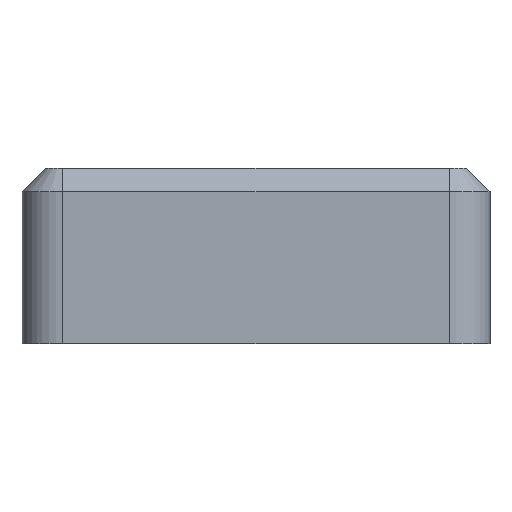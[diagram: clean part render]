
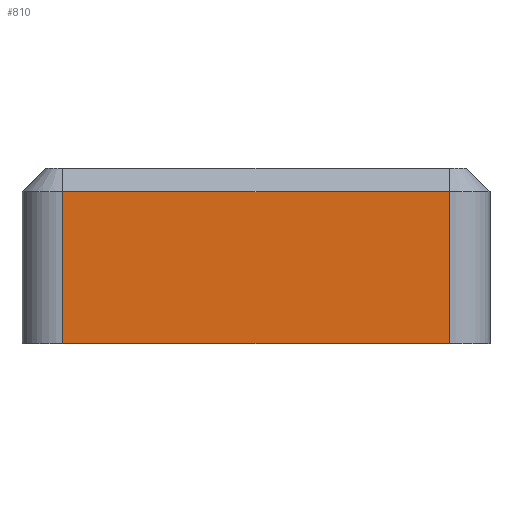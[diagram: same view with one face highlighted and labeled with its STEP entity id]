
A CAD part, left-side view. The second image highlights one B-rep face of the part: STEP entity #810.
In plain terms, the highlighted planar face has unit normal (-1, 0, 0).
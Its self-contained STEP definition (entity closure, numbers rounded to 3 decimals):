
#148=CARTESIAN_POINT('',(-60.0,-16.5,13.0));
#149=VERTEX_POINT('',#148);
#212=CARTESIAN_POINT('',(-60.0,16.5,13.0));
#213=VERTEX_POINT('',#212);
#220=CARTESIAN_POINT('',(-60.0,16.5,13.0));
#221=DIRECTION('',(0.0,-1.0,0.0));
#222=VECTOR('',#221,33.0);
#223=LINE('',#220,#222);
#224=EDGE_CURVE('',#213,#149,#223,.T.);
#531=CARTESIAN_POINT('',(-60.0,16.5,0.0));
#532=VERTEX_POINT('',#531);
#540=CARTESIAN_POINT('',(-60.0,16.5,0.0));
#541=DIRECTION('',(0.0,0.0,1.0));
#542=VECTOR('',#541,13.0);
#543=LINE('',#540,#542);
#544=EDGE_CURVE('',#532,#213,#543,.T.);
#555=CARTESIAN_POINT('',(-60.0,-16.5,0.0));
#556=VERTEX_POINT('',#555);
#557=CARTESIAN_POINT('',(-60.0,-16.5,13.0));
#558=DIRECTION('',(0.0,0.0,-1.0));
#559=VECTOR('',#558,13.0);
#560=LINE('',#557,#559);
#561=EDGE_CURVE('',#149,#556,#560,.T.);
#794=CARTESIAN_POINT('',(-60.0,-20.0,0.0));
#795=DIRECTION('',(-1.0,0.0,0.0));
#796=DIRECTION('',(0.0,0.0,1.0));
#797=AXIS2_PLACEMENT_3D('',#794,#795,#796);
#798=PLANE('',#797);
#799=ORIENTED_EDGE('',*,*,#224,.F.);
#800=ORIENTED_EDGE('',*,*,#544,.F.);
#801=CARTESIAN_POINT('',(-60.0,-16.5,0.0));
#802=DIRECTION('',(0.0,1.0,0.0));
#803=VECTOR('',#802,33.0);
#804=LINE('',#801,#803);
#805=EDGE_CURVE('',#556,#532,#804,.T.);
#806=ORIENTED_EDGE('',*,*,#805,.F.);
#807=ORIENTED_EDGE('',*,*,#561,.F.);
#808=EDGE_LOOP('',(#799,#800,#806,#807));
#809=FACE_OUTER_BOUND('',#808,.T.);
#810=ADVANCED_FACE('',(#809),#798,.T.);
